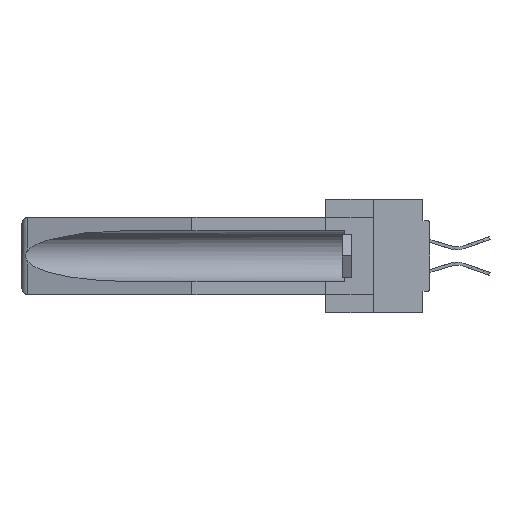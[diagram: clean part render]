
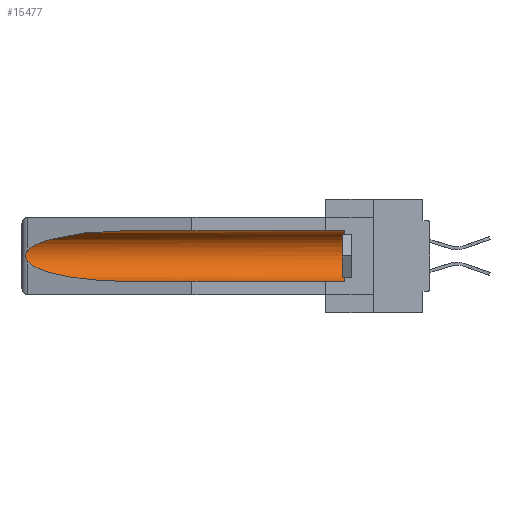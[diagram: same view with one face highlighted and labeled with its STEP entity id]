
A CAD part, left-side view. The second image highlights one B-rep face of the part: STEP entity #15477.
In plain terms, the highlighted cylindrical face has radius 2.857 mm (diameter 5.715 mm), a partial arc.
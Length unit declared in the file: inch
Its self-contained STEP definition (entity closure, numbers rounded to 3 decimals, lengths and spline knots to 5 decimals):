
#135 = VECTOR ( 'NONE', #22175, 39.37008 ) ;
#186 = CARTESIAN_POINT ( 'NONE',  ( 0.155, 1.07973, -0.284 ) ) ;
#209 = CARTESIAN_POINT ( 'NONE',  ( 0.26537, 1.52718, -0.14972 ) ) ;
#822 = ORIENTED_EDGE ( 'NONE', *, *, #18685, .T. ) ;
#1715 = DIRECTION ( 'NONE',  ( 0., 0., 1. ) ) ;
#2036 = EDGE_CURVE ( 'NONE', #9400, #23198, #10447, .T. ) ;
#2135 = CARTESIAN_POINT ( 'NONE',  ( 0.155, -0.30754, -0.284 ) ) ;
#2557 = CARTESIAN_POINT ( 'NONE',  ( 0.2675, 1.53308, -0.17534 ) ) ;
#2676 = CARTESIAN_POINT ( 'NONE',  ( 0.26597, 1.52961, -0.15275 ) ) ;
#3084 = ORIENTED_EDGE ( 'NONE', *, *, #9367, .T. ) ;
#4194 = LINE ( 'NONE', #2135, #135 ) ;
#5547 = CARTESIAN_POINT ( 'NONE',  ( 0.26654, 1.53092, -0.15636 ) ) ;
#5594 = EDGE_CURVE ( 'NONE', #33509, #9400, #7693, .T. ) ;
#6514 =( BOUNDED_CURVE ( )  B_SPLINE_CURVE ( 3, ( #25007, #8009, #24768, #7633 ),
 .UNSPECIFIED., .F., .F. ) 
 B_SPLINE_CURVE_WITH_KNOTS ( ( 4, 4 ),
 ( 0.1948, 1.5708 ),
 .UNSPECIFIED. ) 
 CURVE ( )  GEOMETRIC_REPRESENTATION_ITEM ( )  RATIONAL_B_SPLINE_CURVE ( ( 1., 0.848, 0.848, 1. ) ) 
 REPRESENTATION_ITEM ( '' )  );
#7633 = CARTESIAN_POINT ( 'NONE',  ( 0.155, 1.07973, -0.284 ) ) ;
#7693 =( BOUNDED_CURVE ( )  B_SPLINE_CURVE ( 3, ( #11758, #22897, #31369, #209 ),
 .UNSPECIFIED., .F., .F. ) 
 B_SPLINE_CURVE_WITH_KNOTS ( ( 4, 4 ),
 ( 4.71239, 6.08839 ),
 .UNSPECIFIED. ) 
 CURVE ( )  GEOMETRIC_REPRESENTATION_ITEM ( )  RATIONAL_B_SPLINE_CURVE ( ( 1., 0.848, 0.848, 1. ) ) 
 REPRESENTATION_ITEM ( '' )  );
#7936 = EDGE_CURVE ( 'NONE', #18941, #33509, #19016, .T. ) ;
#8009 = CARTESIAN_POINT ( 'NONE',  ( 0.25451, 1.48313, -0.24835 ) ) ;
#9367 = EDGE_CURVE ( 'NONE', #23198, #26311, #6514, .T. ) ;
#9400 = VERTEX_POINT ( 'NONE', #10870 ) ;
#10250 = VERTEX_POINT ( 'NONE', #11310 ) ;
#10447 = B_SPLINE_CURVE_WITH_KNOTS ( 'NONE', 3,
 ( #22722, #2676, #5547, #36771, #36409, #2557, #10844, #16591, #33795, #14069 ),
 .UNSPECIFIED., .F., .F.,
 ( 4, 2, 2, 2, 4 ),
 ( 0., 0.00029, 0.00058, 0.00087, 0.00117 ),
 .UNSPECIFIED. ) ;
#10844 = CARTESIAN_POINT ( 'NONE',  ( 0.2673, 1.53269, -0.17917 ) ) ;
#10870 = CARTESIAN_POINT ( 'NONE',  ( 0.26537, 1.52718, -0.14972 ) ) ;
#11247 = ORIENTED_EDGE ( 'NONE', *, *, #2036, .T. ) ;
#11310 = CARTESIAN_POINT ( 'NONE',  ( 0.155, 0.126, -0.284 ) ) ;
#11758 = CARTESIAN_POINT ( 'NONE',  ( 0.155, 1.07973, -0.059 ) ) ;
#11781 = CARTESIAN_POINT ( 'NONE',  ( 0.155, 0.126, -0.1715 ) ) ;
#11913 = DIRECTION ( 'NONE',  ( 0., -1., 0. ) ) ;
#12455 = AXIS2_PLACEMENT_3D ( 'NONE', #36066, #27597, #1715 ) ;
#12712 = VECTOR ( 'NONE', #25694, 39.37008 ) ;
#13262 = CARTESIAN_POINT ( 'NONE',  ( 0.155, 0.126, -0.059 ) ) ;
#14069 = CARTESIAN_POINT ( 'NONE',  ( 0.26537, 1.52718, -0.19328 ) ) ;
#15477 = ADVANCED_FACE ( 'NONE', ( #25199 ), #28735, .F. ) ;
#16591 = CARTESIAN_POINT ( 'NONE',  ( 0.26655, 1.53094, -0.18657 ) ) ;
#18685 = EDGE_CURVE ( 'NONE', #10250, #18941, #20043, .T. ) ;
#18786 = AXIS2_PLACEMENT_3D ( 'NONE', #11781, #11913, #31751 ) ;
#18941 = VERTEX_POINT ( 'NONE', #13262 ) ;
#19016 = LINE ( 'NONE', #19950, #12712 ) ;
#19557 = EDGE_LOOP ( 'NONE', ( #28575, #11247, #3084, #35133, #822, #35243 ) ) ;
#19950 = CARTESIAN_POINT ( 'NONE',  ( 0.155, -0.30754, -0.059 ) ) ;
#20043 = CIRCLE ( 'NONE', #18786, 0.1125 ) ;
#21263 = CARTESIAN_POINT ( 'NONE',  ( 0.155, 1.07973, -0.059 ) ) ;
#22175 = DIRECTION ( 'NONE',  ( 0., 1., 0. ) ) ;
#22722 = CARTESIAN_POINT ( 'NONE',  ( 0.26537, 1.52718, -0.14972 ) ) ;
#22897 = CARTESIAN_POINT ( 'NONE',  ( 0.21114, 1.30732, -0.059 ) ) ;
#23198 = VERTEX_POINT ( 'NONE', #33074 ) ;
#24768 = CARTESIAN_POINT ( 'NONE',  ( 0.21114, 1.30732, -0.284 ) ) ;
#25007 = CARTESIAN_POINT ( 'NONE',  ( 0.26537, 1.52718, -0.19328 ) ) ;
#25199 = FACE_OUTER_BOUND ( 'NONE', #19557, .T. ) ;
#25694 = DIRECTION ( 'NONE',  ( 0., 1., 0. ) ) ;
#26311 = VERTEX_POINT ( 'NONE', #186 ) ;
#27597 = DIRECTION ( 'NONE',  ( 0., 1., 0. ) ) ;
#28575 = ORIENTED_EDGE ( 'NONE', *, *, #5594, .T. ) ;
#28735 = CYLINDRICAL_SURFACE ( 'NONE', #12455, 0.1125 ) ;
#31369 = CARTESIAN_POINT ( 'NONE',  ( 0.25451, 1.48313, -0.09465 ) ) ;
#31751 = DIRECTION ( 'NONE',  ( 0., 0., 1. ) ) ;
#33074 = CARTESIAN_POINT ( 'NONE',  ( 0.26537, 1.52718, -0.19328 ) ) ;
#33509 = VERTEX_POINT ( 'NONE', #21263 ) ;
#33795 = CARTESIAN_POINT ( 'NONE',  ( 0.26597, 1.5296, -0.19026 ) ) ;
#35133 = ORIENTED_EDGE ( 'NONE', *, *, #36101, .F. ) ;
#35243 = ORIENTED_EDGE ( 'NONE', *, *, #7936, .T. ) ;
#36066 = CARTESIAN_POINT ( 'NONE',  ( 0.155, -0.30754, -0.1715 ) ) ;
#36101 = EDGE_CURVE ( 'NONE', #10250, #26311, #4194, .T. ) ;
#36409 = CARTESIAN_POINT ( 'NONE',  ( 0.2675, 1.53308, -0.16763 ) ) ;
#36771 = CARTESIAN_POINT ( 'NONE',  ( 0.2673, 1.5327, -0.16383 ) ) ;
